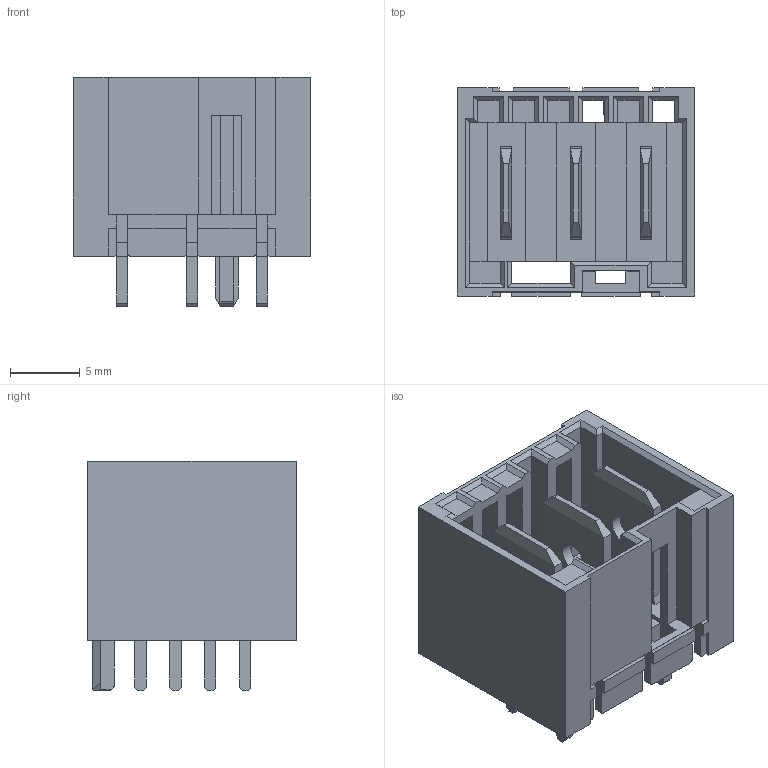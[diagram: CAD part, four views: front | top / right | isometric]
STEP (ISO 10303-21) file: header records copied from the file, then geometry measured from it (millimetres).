
FILE_DESCRIPTION(/* description */ ('Unknown'),/* implementation_level */ '2;1');
FILE_NAME(/* name */ 'J_Wurth_WR-RAST_637101110203',/* time_stamp */ '2025-08-29T13:42:34+08:00',/* author */ ('Unknown'),/* organization */ ('Unknown'),/* preprocessor_version */ 'ST-DEVELOPER v19.4',/* originating_system */ 'Solid Edge',/* authorisation */ 'Unknown');
FILE_SCHEMA (('AUTOMOTIVE_DESIGN {1 0 10303 214 3 1 1}'));
Length unit declared in the file: millimetre
Products named in the file (2): J_Wurth_WR-RAST_637101110203
Assembly tree (1 placements, depth 2):
  J_Wurth_WR-RAST_637101110203
    J_Wurth_WR-RAST_637101110203
Bounding box: 17 x 14.9 x 16.4 mm (x, y, z)
Volume: 1180.8 mm3; surface area: 2944.2 mm2
Topology: 1 solids, 1 shells, 387 faces, 1150 edges, 745 vertices
Faces by surface type: plane 358, cylinder 29
Full cylindrical faces by diameter (mm): 2 x3
Entity records: 15482 total; most frequent: ORIENTED_EDGE 2294, CARTESIAN_POINT 2281, DIRECTION 1985, EDGE_CURVE 1147, LINE 1087, VECTOR 1087, VERTEX_POINT 745, AXIS2_PLACEMENT_3D 449
